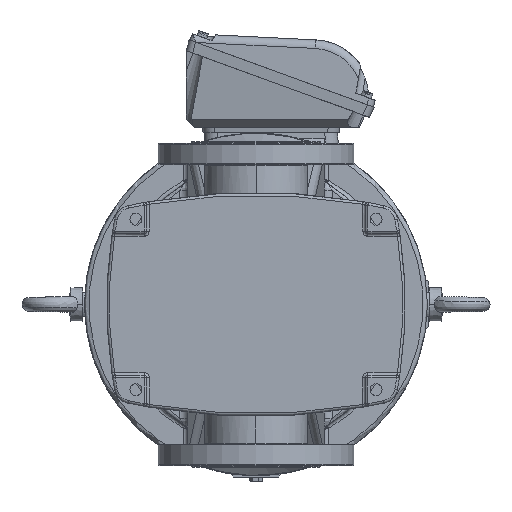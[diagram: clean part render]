
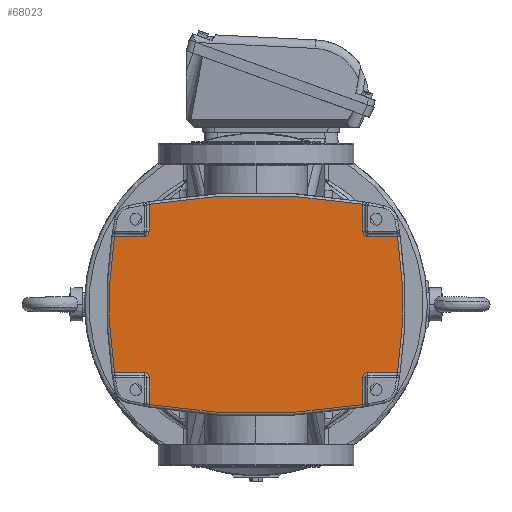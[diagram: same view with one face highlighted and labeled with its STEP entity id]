
A CAD part, front view. The second image highlights one B-rep face of the part: STEP entity #68023.
In plain terms, the highlighted planar face has unit normal (0, -1, 0).
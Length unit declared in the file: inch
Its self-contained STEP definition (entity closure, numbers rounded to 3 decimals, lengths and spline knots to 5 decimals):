
#759 = EDGE_CURVE ( 'NONE', #10154, #27907, #69545, .T. ) ;
#2087 = CARTESIAN_POINT ( 'NONE',  ( -6.50362, 0.84646, -3.12992 ) ) ;
#2363 = DIRECTION ( 'NONE',  ( 0., 0., -1. ) ) ;
#3860 = EDGE_CURVE ( 'NONE', #84473, #74180, #92067, .T. ) ;
#3988 = CARTESIAN_POINT ( 'NONE',  ( -4.90157, 0.84646, 3.36614 ) ) ;
#4780 = ORIENTED_EDGE ( 'NONE', *, *, #101949, .T. ) ;
#7933 = DIRECTION ( 'NONE',  ( 0., 0., -1. ) ) ;
#9146 = VECTOR ( 'NONE', #7933, 39.37008 ) ;
#9809 = VECTOR ( 'NONE', #105019, 39.37008 ) ;
#9969 = DIRECTION ( 'NONE',  ( 0., 0., 1. ) ) ;
#10154 = VERTEX_POINT ( 'NONE', #2087 ) ;
#10461 = CARTESIAN_POINT ( 'NONE',  ( 0., 0.84646, 23.8189 ) ) ;
#13489 = CARTESIAN_POINT ( 'NONE',  ( 4.90157, 0.84646, 4.60008 ) ) ;
#13664 = CARTESIAN_POINT ( 'NONE',  ( -4.90157, 0.84646, -3.36614 ) ) ;
#13731 = VECTOR ( 'NONE', #123411, 39.37008 ) ;
#15085 = ORIENTED_EDGE ( 'NONE', *, *, #26526, .F. ) ;
#15359 = VECTOR ( 'NONE', #26480, 39.37008 ) ;
#15773 = CIRCLE ( 'NONE', #118396, 0.23622 ) ;
#15793 = LINE ( 'NONE', #46029, #15359 ) ;
#15986 = AXIS2_PLACEMENT_3D ( 'NONE', #75287, #26200, #103053 ) ;
#16018 = EDGE_CURVE ( 'NONE', #68158, #74180, #15793, .T. ) ;
#17505 = CIRCLE ( 'NONE', #41709, 28.83858 ) ;
#17914 = DIRECTION ( 'NONE',  ( 0., 0., -1. ) ) ;
#18382 = EDGE_LOOP ( 'NONE', ( #121931, #38595, #48921, #15085, #4780, #47626, #39215, #76747, #119082, #46718, #56949, #108543, #93681, #60358, #89138, #90582 ) ) ;
#19166 = DIRECTION ( 'NONE',  ( 0., -1., 0. ) ) ;
#20052 = CIRCLE ( 'NONE', #15986, 0.23622 ) ;
#20363 = DIRECTION ( 'NONE',  ( -0.989, 0., -0.145 ) ) ;
#22038 = CARTESIAN_POINT ( 'NONE',  ( -5.1378, 0.84646, -3.12992 ) ) ;
#22539 = VERTEX_POINT ( 'NONE', #13489 ) ;
#26200 = DIRECTION ( 'NONE',  ( 0., -1., 0. ) ) ;
#26233 = CARTESIAN_POINT ( 'NONE',  ( -4.90158, 0.84646, 4.60009 ) ) ;
#26308 = EDGE_CURVE ( 'NONE', #121776, #59625, #101850, .T. ) ;
#26480 = DIRECTION ( 'NONE',  ( -1., 0., 0. ) ) ;
#26526 = EDGE_CURVE ( 'NONE', #61280, #75438, #17505, .T. ) ;
#26755 = DIRECTION ( 'NONE',  ( 0., 1., 0. ) ) ;
#27315 = CARTESIAN_POINT ( 'NONE',  ( 5.1378, 0.84646, 3.36614 ) ) ;
#27353 = CARTESIAN_POINT ( 'NONE',  ( -5.1378, 0.84646, 3.36614 ) ) ;
#27472 = CARTESIAN_POINT ( 'NONE',  ( 4.90158, 0.84646, -4.60009 ) ) ;
#27907 = VERTEX_POINT ( 'NONE', #91651 ) ;
#28280 = LINE ( 'NONE', #50135, #13731 ) ;
#29829 = DIRECTION ( 'NONE',  ( -1., 0., 0. ) ) ;
#30772 = VERTEX_POINT ( 'NONE', #13664 ) ;
#31970 = CIRCLE ( 'NONE', #64150, 0.23622 ) ;
#32052 = EDGE_CURVE ( 'NONE', #30772, #108236, #31970, .T. ) ;
#33092 = FACE_OUTER_BOUND ( 'NONE', #18382, .T. ) ;
#33223 = CIRCLE ( 'NONE', #95661, 21.53543 ) ;
#34196 = VERTEX_POINT ( 'NONE', #89902 ) ;
#35147 = VECTOR ( 'NONE', #2363, 39.37008 ) ;
#38222 = EDGE_CURVE ( 'NONE', #30772, #75438, #107599, .T. ) ;
#38438 = EDGE_CURVE ( 'NONE', #44163, #115923, #114422, .T. ) ;
#38482 = EDGE_CURVE ( 'NONE', #68158, #59625, #33223, .T. ) ;
#38595 = ORIENTED_EDGE ( 'NONE', *, *, #32052, .F. ) ;
#39215 = ORIENTED_EDGE ( 'NONE', *, *, #26308, .T. ) ;
#41709 = AXIS2_PLACEMENT_3D ( 'NONE', #10461, #48911, #116301 ) ;
#43656 = AXIS2_PLACEMENT_3D ( 'NONE', #112442, #26755, #123163 ) ;
#44163 = VERTEX_POINT ( 'NONE', #97693 ) ;
#45051 = CARTESIAN_POINT ( 'NONE',  ( 6.50366, 0.84646, 3.12992 ) ) ;
#45131 = EDGE_CURVE ( 'NONE', #46143, #115923, #15773, .T. ) ;
#45151 = CARTESIAN_POINT ( 'NONE',  ( 5.1378, 0.84646, -3.12992 ) ) ;
#46029 = CARTESIAN_POINT ( 'NONE',  ( 6.50366, 0.84646, 3.12992 ) ) ;
#46143 = VERTEX_POINT ( 'NONE', #48800 ) ;
#46718 = ORIENTED_EDGE ( 'NONE', *, *, #3860, .F. ) ;
#47533 = CARTESIAN_POINT ( 'NONE',  ( -5.1378, 0.84646, -3.36614 ) ) ;
#47626 = ORIENTED_EDGE ( 'NONE', *, *, #91901, .F. ) ;
#48800 = CARTESIAN_POINT ( 'NONE',  ( -5.1378, 0.84646, 3.12992 ) ) ;
#48911 = DIRECTION ( 'NONE',  ( 0., 1., 0. ) ) ;
#48921 = ORIENTED_EDGE ( 'NONE', *, *, #38222, .T. ) ;
#48936 = CARTESIAN_POINT ( 'NONE',  ( -5.1378, 0.84646, 3.12992 ) ) ;
#50135 = CARTESIAN_POINT ( 'NONE',  ( -6.50366, 0.84646, -3.12992 ) ) ;
#50411 = EDGE_CURVE ( 'NONE', #84473, #22539, #90069, .T. ) ;
#50446 = DIRECTION ( 'NONE',  ( 0., 0., 1. ) ) ;
#53671 = CARTESIAN_POINT ( 'NONE',  ( 5.1378, 0.84646, 3.12992 ) ) ;
#53870 = PLANE ( 'NONE',  #43656 ) ;
#54729 = DIRECTION ( 'NONE',  ( -0.17, 0., 0.985 ) ) ;
#55851 = AXIS2_PLACEMENT_3D ( 'NONE', #27315, #116128, #29829 ) ;
#56949 = ORIENTED_EDGE ( 'NONE', *, *, #50411, .T. ) ;
#58972 = CARTESIAN_POINT ( 'NONE',  ( 5.1378, 0.84646, -3.12992 ) ) ;
#59625 = VERTEX_POINT ( 'NONE', #98094 ) ;
#60358 = ORIENTED_EDGE ( 'NONE', *, *, #45131, .F. ) ;
#61280 = VERTEX_POINT ( 'NONE', #27472 ) ;
#62901 = DIRECTION ( 'NONE',  ( 0., 1., 0. ) ) ;
#64126 = EDGE_CURVE ( 'NONE', #44163, #22539, #109473, .T. ) ;
#64150 = AXIS2_PLACEMENT_3D ( 'NONE', #47533, #19166, #114947 ) ;
#65903 = DIRECTION ( 'NONE',  ( 0.989, 0., 0.145 ) ) ;
#66991 = CARTESIAN_POINT ( 'NONE',  ( 14.80315, 0.84646, 0. ) ) ;
#68023 = ADVANCED_FACE ( 'NONE', ( #33092 ), #53870, .F. ) ;
#68158 = VERTEX_POINT ( 'NONE', #45051 ) ;
#69545 = CIRCLE ( 'NONE', #115773, 21.53543 ) ;
#72969 = CARTESIAN_POINT ( 'NONE',  ( 0., 0.84646, -23.8189 ) ) ;
#73444 = CARTESIAN_POINT ( 'NONE',  ( -14.80315, 0.84646, 0. ) ) ;
#74180 = VERTEX_POINT ( 'NONE', #53671 ) ;
#75287 = CARTESIAN_POINT ( 'NONE',  ( 5.1378, 0.84646, -3.36614 ) ) ;
#75366 = LINE ( 'NONE', #48936, #9809 ) ;
#75438 = VERTEX_POINT ( 'NONE', #87661 ) ;
#76747 = ORIENTED_EDGE ( 'NONE', *, *, #38482, .F. ) ;
#78548 = VECTOR ( 'NONE', #50446, 39.37008 ) ;
#79522 = EDGE_CURVE ( 'NONE', #46143, #27907, #75366, .T. ) ;
#80828 = EDGE_CURVE ( 'NONE', #10154, #108236, #28280, .T. ) ;
#84473 = VERTEX_POINT ( 'NONE', #84711 ) ;
#84711 = CARTESIAN_POINT ( 'NONE',  ( 4.90157, 0.84646, 3.36614 ) ) ;
#84939 = LINE ( 'NONE', #95652, #91468 ) ;
#87661 = CARTESIAN_POINT ( 'NONE',  ( -4.90157, 0.84646, -4.60008 ) ) ;
#89138 = ORIENTED_EDGE ( 'NONE', *, *, #79522, .T. ) ;
#89902 = CARTESIAN_POINT ( 'NONE',  ( 4.90157, 0.84646, -3.36614 ) ) ;
#90069 = LINE ( 'NONE', #109594, #78548 ) ;
#90582 = ORIENTED_EDGE ( 'NONE', *, *, #759, .F. ) ;
#91468 = VECTOR ( 'NONE', #9969, 39.37008 ) ;
#91651 = CARTESIAN_POINT ( 'NONE',  ( -6.50362, 0.84646, 3.12992 ) ) ;
#91901 = EDGE_CURVE ( 'NONE', #121776, #34196, #20052, .T. ) ;
#92067 = CIRCLE ( 'NONE', #55851, 0.23622 ) ;
#93681 = ORIENTED_EDGE ( 'NONE', *, *, #38438, .T. ) ;
#94887 = DIRECTION ( 'NONE',  ( 0., 1., 0. ) ) ;
#95652 = CARTESIAN_POINT ( 'NONE',  ( 4.90158, 0.84646, -4.60009 ) ) ;
#95661 = AXIS2_PLACEMENT_3D ( 'NONE', #73444, #94887, #65903 ) ;
#97693 = CARTESIAN_POINT ( 'NONE',  ( -4.90157, 0.84646, 4.60008 ) ) ;
#98094 = CARTESIAN_POINT ( 'NONE',  ( 6.50362, 0.84646, -3.12992 ) ) ;
#99478 = AXIS2_PLACEMENT_3D ( 'NONE', #72969, #62901, #54729 ) ;
#101850 = LINE ( 'NONE', #45151, #109941 ) ;
#101949 = EDGE_CURVE ( 'NONE', #61280, #34196, #84939, .T. ) ;
#103053 = DIRECTION ( 'NONE',  ( 0., 0., 1. ) ) ;
#104222 = DIRECTION ( 'NONE',  ( 0., -1., 0. ) ) ;
#105019 = DIRECTION ( 'NONE',  ( -1., 0., 0. ) ) ;
#106064 = DIRECTION ( 'NONE',  ( 0., 1., 0. ) ) ;
#106982 = CARTESIAN_POINT ( 'NONE',  ( -4.90157, 0.84646, -3.36614 ) ) ;
#107599 = LINE ( 'NONE', #106982, #35147 ) ;
#108236 = VERTEX_POINT ( 'NONE', #22038 ) ;
#108543 = ORIENTED_EDGE ( 'NONE', *, *, #64126, .F. ) ;
#109473 = CIRCLE ( 'NONE', #99478, 28.83858 ) ;
#109594 = CARTESIAN_POINT ( 'NONE',  ( 4.90157, 0.84646, 3.36614 ) ) ;
#109941 = VECTOR ( 'NONE', #111912, 39.37008 ) ;
#111912 = DIRECTION ( 'NONE',  ( 1., 0., 0. ) ) ;
#112442 = CARTESIAN_POINT ( 'NONE',  ( 0., 0.84646, 0. ) ) ;
#114422 = LINE ( 'NONE', #26233, #9146 ) ;
#114947 = DIRECTION ( 'NONE',  ( 1., 0., 0. ) ) ;
#115773 = AXIS2_PLACEMENT_3D ( 'NONE', #66991, #106064, #20363 ) ;
#115923 = VERTEX_POINT ( 'NONE', #3988 ) ;
#116128 = DIRECTION ( 'NONE',  ( 0., -1., 0. ) ) ;
#116301 = DIRECTION ( 'NONE',  ( 0.17, 0., -0.985 ) ) ;
#118396 = AXIS2_PLACEMENT_3D ( 'NONE', #27353, #104222, #17914 ) ;
#119082 = ORIENTED_EDGE ( 'NONE', *, *, #16018, .T. ) ;
#121776 = VERTEX_POINT ( 'NONE', #58972 ) ;
#121931 = ORIENTED_EDGE ( 'NONE', *, *, #80828, .T. ) ;
#123163 = DIRECTION ( 'NONE',  ( 1., 0., 0. ) ) ;
#123411 = DIRECTION ( 'NONE',  ( 1., 0., 0. ) ) ;
